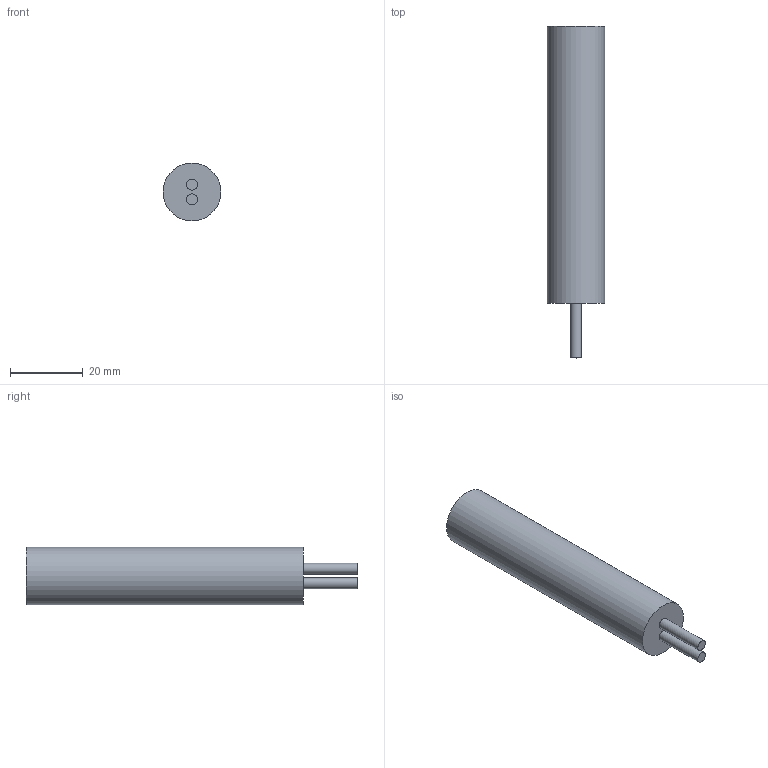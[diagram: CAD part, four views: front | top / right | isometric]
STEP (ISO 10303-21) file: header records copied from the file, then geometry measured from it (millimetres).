
FILE_DESCRIPTION(/* description */ (''),/* implementation_level */ '2;1');
FILE_NAME(/* name */ 'Calefactor630W.stp',/* time_stamp */ '2020-06-18T15:36:59-04:00',/* author */ ('Bruno'),/* organization */ (''),/* preprocessor_version */ 'ST-DEVELOPER v18',/* originating_system */ 'Autodesk Inventor 2020',/* authorisation */ '');
FILE_SCHEMA (('AUTOMOTIVE_DESIGN { 1 0 10303 214 3 1 1 }'));
Length unit declared in the file: millimetre
Products named in the file (1): Calefactor630W
Bounding box: 15.88 x 91.2 x 15.88 mm (x, y, z)
Volume: 14948.2 mm3; surface area: 4525.8 mm2
Topology: 1 solids, 1 shells, 9 faces, 18 edges, 14 vertices
Faces by surface type: plane 5, cylinder 3, cone 1
Full cylindrical faces by diameter (mm): 3 x2, 15.875 x1
Entity records: 308 total; most frequent: DIRECTION 52, CARTESIAN_POINT 42, ORIENTED_EDGE 36, AXIS2_PLACEMENT_3D 24, EDGE_CURVE 18, CIRCLE 14, VERTEX_POINT 14, EDGE_LOOP 12
